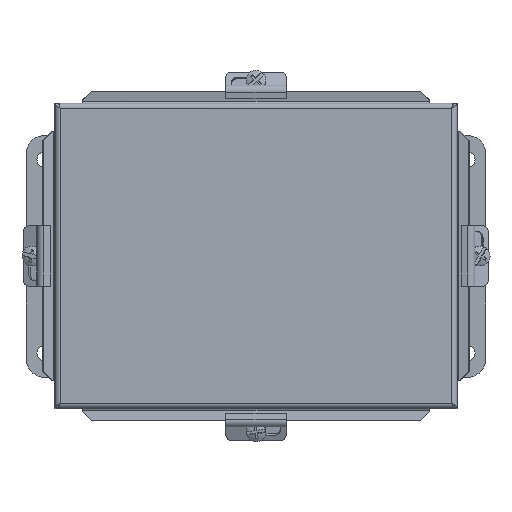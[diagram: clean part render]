
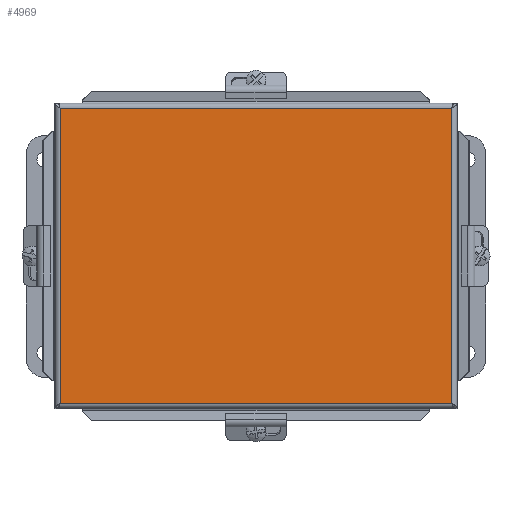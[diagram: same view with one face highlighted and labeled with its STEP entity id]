
A CAD part, top view. The second image highlights one B-rep face of the part: STEP entity #4969.
In plain terms, the highlighted face is planar.
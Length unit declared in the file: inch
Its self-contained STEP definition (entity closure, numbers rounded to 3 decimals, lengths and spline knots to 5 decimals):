
#597=PLANE('',#5562);
#893=FACE_OUTER_BOUND('',#1193,.T.);
#1193=EDGE_LOOP('',(#4296,#4297,#4298,#4299));
#1503=LINE('',#7811,#1970);
#1536=LINE('',#8054,#2003);
#1644=LINE('',#8304,#2111);
#1645=LINE('',#8306,#2112);
#1970=VECTOR('',#6222,0.3937);
#2003=VECTOR('',#6275,0.3937);
#2111=VECTOR('',#6557,0.3937);
#2112=VECTOR('',#6560,0.3937);
#2526=VERTEX_POINT('',#7532);
#2557=VERTEX_POINT('',#7680);
#2585=VERTEX_POINT('',#7810);
#2597=VERTEX_POINT('',#7967);
#3050=EDGE_CURVE('',#2585,#2557,#1503,.T.);
#3092=EDGE_CURVE('',#2526,#2597,#1536,.T.);
#3216=EDGE_CURVE('',#2557,#2526,#1644,.T.);
#3217=EDGE_CURVE('',#2597,#2585,#1645,.T.);
#4296=ORIENTED_EDGE('',*,*,#3050,.T.);
#4297=ORIENTED_EDGE('',*,*,#3216,.T.);
#4298=ORIENTED_EDGE('',*,*,#3092,.T.);
#4299=ORIENTED_EDGE('',*,*,#3217,.T.);
#4969=ADVANCED_FACE('',(#893),#597,.F.);
#5562=AXIS2_PLACEMENT_3D('',#8308,#6563,#6564);
#6222=DIRECTION('',(0.,-1.,0.));
#6275=DIRECTION('',(0.,1.,0.));
#6557=DIRECTION('',(-1.,0.,0.));
#6560=DIRECTION('',(1.,0.,0.));
#6563=DIRECTION('center_axis',(0.,0.,1.));
#6564=DIRECTION('ref_axis',(1.,0.,0.));
#7532=CARTESIAN_POINT('',(0.10525,0.10525,0.));
#7680=CARTESIAN_POINT('',(6.20725,0.10525,0.));
#7810=CARTESIAN_POINT('',(6.20725,8.20725,0.));
#7811=CARTESIAN_POINT('',(6.20725,6.18175,0.));
#7967=CARTESIAN_POINT('',(0.10525,8.20725,0.));
#8054=CARTESIAN_POINT('',(0.10525,2.13075,0.));
#8304=CARTESIAN_POINT('',(4.68175,0.10525,0.));
#8306=CARTESIAN_POINT('',(1.63075,8.20725,0.));
#8308=CARTESIAN_POINT('Origin',(3.15625,4.15625,0.));
